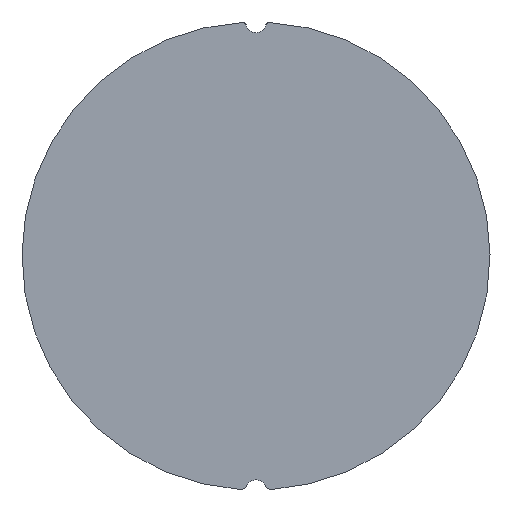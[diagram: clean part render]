
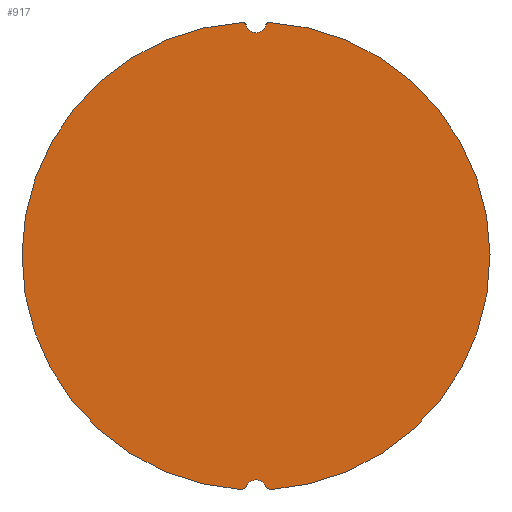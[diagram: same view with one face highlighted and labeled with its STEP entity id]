
A CAD part, front view. The second image highlights one B-rep face of the part: STEP entity #917.
In plain terms, the highlighted planar face has unit normal (0, -1, 0).
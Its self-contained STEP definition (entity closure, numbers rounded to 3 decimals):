
#16 = EDGE_CURVE ( 'NONE', #1148, #1486, #829, .T. ) ;
#20 = DIRECTION ( 'NONE',  ( 0., 1., 0. ) ) ;
#22 = AXIS2_PLACEMENT_3D ( 'NONE', #294, #20, #140 ) ;
#27 = CARTESIAN_POINT ( 'NONE',  ( 0., 0., -34.502 ) ) ;
#65 = CIRCLE ( 'NONE', #1068, 34.5 ) ;
#71 = AXIS2_PLACEMENT_3D ( 'NONE', #1592, #945, #564 ) ;
#140 = DIRECTION ( 'NONE',  ( 0., 0., 1. ) ) ;
#210 = AXIS2_PLACEMENT_3D ( 'NONE', #468, #717, #453 ) ;
#219 = DIRECTION ( 'NONE',  ( 0., -1., 0. ) ) ;
#240 = CARTESIAN_POINT ( 'NONE',  ( 2.257, 0., -33.426 ) ) ;
#242 = CIRCLE ( 'NONE', #1375, 1.5 ) ;
#256 = DIRECTION ( 'NONE',  ( 0., -1., 0. ) ) ;
#266 = DIRECTION ( 'NONE',  ( 0., 0., 1. ) ) ;
#294 = CARTESIAN_POINT ( 'NONE',  ( 0., 0., 0. ) ) ;
#310 = VERTEX_POINT ( 'NONE', #1186 ) ;
#322 = DIRECTION ( 'NONE',  ( 0., 1., 0. ) ) ;
#453 = DIRECTION ( 'NONE',  ( 0., 0., 1. ) ) ;
#468 = CARTESIAN_POINT ( 'NONE',  ( 0., 0., -0.002 ) ) ;
#489 = DIRECTION ( 'NONE',  ( 0., 0., 1. ) ) ;
#507 = EDGE_CURVE ( 'NONE', #310, #1245, #1082, .T. ) ;
#531 = EDGE_CURVE ( 'NONE', #1619, #749, #752, .T. ) ;
#559 = CIRCLE ( 'NONE', #834, 0.5 ) ;
#561 = ORIENTED_EDGE ( 'NONE', *, *, #904, .T. ) ;
#564 = DIRECTION ( 'NONE',  ( 0., 0., 1. ) ) ;
#578 = EDGE_CURVE ( 'NONE', #310, #954, #1538, .T. ) ;
#588 = AXIS2_PLACEMENT_3D ( 'NONE', #1382, #1362, #1482 ) ;
#682 = DIRECTION ( 'NONE',  ( 0., 0., 1. ) ) ;
#692 = EDGE_CURVE ( 'NONE', #749, #1486, #65, .T. ) ;
#705 = AXIS2_PLACEMENT_3D ( 'NONE', #1319, #940, #1187 ) ;
#717 = DIRECTION ( 'NONE',  ( 0., 1., 0. ) ) ;
#719 = ORIENTED_EDGE ( 'NONE', *, *, #1439, .T. ) ;
#736 = VERTEX_POINT ( 'NONE', #1668 ) ;
#749 = VERTEX_POINT ( 'NONE', #1123 ) ;
#752 = CIRCLE ( 'NONE', #71, 0.5 ) ;
#758 = CARTESIAN_POINT ( 'NONE',  ( 2.257, 0., -34.426 ) ) ;
#793 = FACE_OUTER_BOUND ( 'NONE', #1228, .T. ) ;
#829 = CIRCLE ( 'NONE', #964, 1. ) ;
#834 = AXIS2_PLACEMENT_3D ( 'NONE', #1616, #219, #1115 ) ;
#850 = AXIS2_PLACEMENT_3D ( 'NONE', #27, #322, #969 ) ;
#868 = CARTESIAN_POINT ( 'NONE',  ( -2.257, 0., -34.426 ) ) ;
#873 = CARTESIAN_POINT ( 'NONE',  ( 2.324, 0., -34.424 ) ) ;
#892 = AXIS2_PLACEMENT_3D ( 'NONE', #1458, #1065, #682 ) ;
#893 = ORIENTED_EDGE ( 'NONE', *, *, #531, .F. ) ;
#904 = EDGE_CURVE ( 'NONE', #994, #736, #1494, .T. ) ;
#917 = ADVANCED_FACE ( 'NONE', ( #793 ), #1303, .F. ) ;
#940 = DIRECTION ( 'NONE',  ( 0., 1., 0. ) ) ;
#945 = DIRECTION ( 'NONE',  ( 0., 1., 0. ) ) ;
#954 = VERTEX_POINT ( 'NONE', #868 ) ;
#964 = AXIS2_PLACEMENT_3D ( 'NONE', #1174, #1443, #1048 ) ;
#967 = CARTESIAN_POINT ( 'NONE',  ( 1.452, 0., 34.069 ) ) ;
#969 = DIRECTION ( 'NONE',  ( 0., 0., 1. ) ) ;
#976 = ORIENTED_EDGE ( 'NONE', *, *, #692, .F. ) ;
#994 = VERTEX_POINT ( 'NONE', #1253 ) ;
#1035 = CARTESIAN_POINT ( 'NONE',  ( 1.354, 0., -33.856 ) ) ;
#1048 = DIRECTION ( 'NONE',  ( 0., 0., 1. ) ) ;
#1065 = DIRECTION ( 'NONE',  ( 0., 1., 0. ) ) ;
#1068 = AXIS2_PLACEMENT_3D ( 'NONE', #1661, #1678, #1288 ) ;
#1082 = CIRCLE ( 'NONE', #850, 1.5 ) ;
#1115 = DIRECTION ( 'NONE',  ( 0., 0., 1. ) ) ;
#1123 = CARTESIAN_POINT ( 'NONE',  ( 1.964, 0., 34.442 ) ) ;
#1125 = CIRCLE ( 'NONE', #1642, 1. ) ;
#1136 = CARTESIAN_POINT ( 'NONE',  ( -1.964, 0., 34.442 ) ) ;
#1148 = VERTEX_POINT ( 'NONE', #758 ) ;
#1174 = CARTESIAN_POINT ( 'NONE',  ( 2.257, 0., -33.426 ) ) ;
#1186 = CARTESIAN_POINT ( 'NONE',  ( -1.354, 0., -33.856 ) ) ;
#1187 = DIRECTION ( 'NONE',  ( 0., 0., 1. ) ) ;
#1228 = EDGE_LOOP ( 'NONE', ( #1487, #1635, #1465, #1475, #1615, #1611, #1480, #976, #893, #719, #561 ) ) ;
#1245 = VERTEX_POINT ( 'NONE', #1035 ) ;
#1253 = CARTESIAN_POINT ( 'NONE',  ( 0., 0., 32.946 ) ) ;
#1278 = DIRECTION ( 'NONE',  ( 0., 1., 0. ) ) ;
#1288 = DIRECTION ( 'NONE',  ( 0., 0., 1. ) ) ;
#1303 = PLANE ( 'NONE',  #22 ) ;
#1319 = CARTESIAN_POINT ( 'NONE',  ( 0., 0., 34.446 ) ) ;
#1322 = CIRCLE ( 'NONE', #588, 1. ) ;
#1334 = EDGE_CURVE ( 'NONE', #736, #1555, #559, .T. ) ;
#1335 = EDGE_CURVE ( 'NONE', #1358, #1555, #1676, .T. ) ;
#1358 = VERTEX_POINT ( 'NONE', #1507 ) ;
#1362 = DIRECTION ( 'NONE',  ( 0., 1., 0. ) ) ;
#1375 = AXIS2_PLACEMENT_3D ( 'NONE', #1656, #1278, #489 ) ;
#1382 = CARTESIAN_POINT ( 'NONE',  ( -2.257, 0., -33.426 ) ) ;
#1439 = EDGE_CURVE ( 'NONE', #1619, #994, #242, .T. ) ;
#1443 = DIRECTION ( 'NONE',  ( 0., -1., 0. ) ) ;
#1458 = CARTESIAN_POINT ( 'NONE',  ( -2.257, 0., -33.426 ) ) ;
#1465 = ORIENTED_EDGE ( 'NONE', *, *, #1501, .F. ) ;
#1475 = ORIENTED_EDGE ( 'NONE', *, *, #578, .F. ) ;
#1480 = ORIENTED_EDGE ( 'NONE', *, *, #16, .T. ) ;
#1482 = DIRECTION ( 'NONE',  ( 0., 0., 1. ) ) ;
#1486 = VERTEX_POINT ( 'NONE', #873 ) ;
#1487 = ORIENTED_EDGE ( 'NONE', *, *, #1334, .T. ) ;
#1494 = CIRCLE ( 'NONE', #705, 1.5 ) ;
#1501 = EDGE_CURVE ( 'NONE', #954, #1358, #1322, .T. ) ;
#1507 = CARTESIAN_POINT ( 'NONE',  ( -2.324, 0., -34.424 ) ) ;
#1538 = CIRCLE ( 'NONE', #892, 1. ) ;
#1555 = VERTEX_POINT ( 'NONE', #1136 ) ;
#1592 = CARTESIAN_POINT ( 'NONE',  ( 1.936, 0., 33.943 ) ) ;
#1611 = ORIENTED_EDGE ( 'NONE', *, *, #1637, .T. ) ;
#1615 = ORIENTED_EDGE ( 'NONE', *, *, #507, .T. ) ;
#1616 = CARTESIAN_POINT ( 'NONE',  ( -1.936, 0., 33.943 ) ) ;
#1619 = VERTEX_POINT ( 'NONE', #967 ) ;
#1635 = ORIENTED_EDGE ( 'NONE', *, *, #1335, .F. ) ;
#1637 = EDGE_CURVE ( 'NONE', #1245, #1148, #1125, .T. ) ;
#1642 = AXIS2_PLACEMENT_3D ( 'NONE', #240, #256, #266 ) ;
#1656 = CARTESIAN_POINT ( 'NONE',  ( 0., 0., 34.446 ) ) ;
#1661 = CARTESIAN_POINT ( 'NONE',  ( 0., 0., -0.002 ) ) ;
#1668 = CARTESIAN_POINT ( 'NONE',  ( -1.452, 0., 34.069 ) ) ;
#1676 = CIRCLE ( 'NONE', #210, 34.5 ) ;
#1678 = DIRECTION ( 'NONE',  ( 0., 1., 0. ) ) ;
